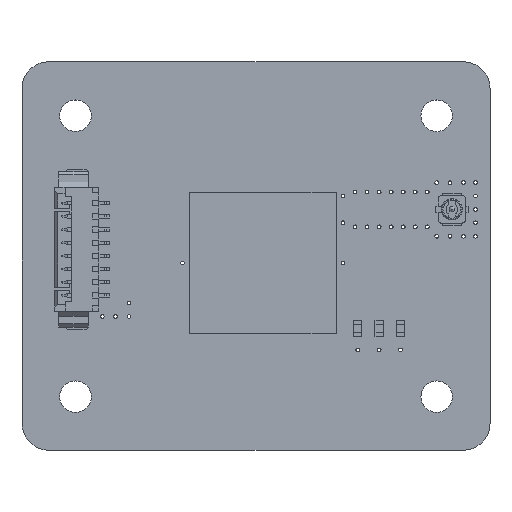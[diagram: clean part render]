
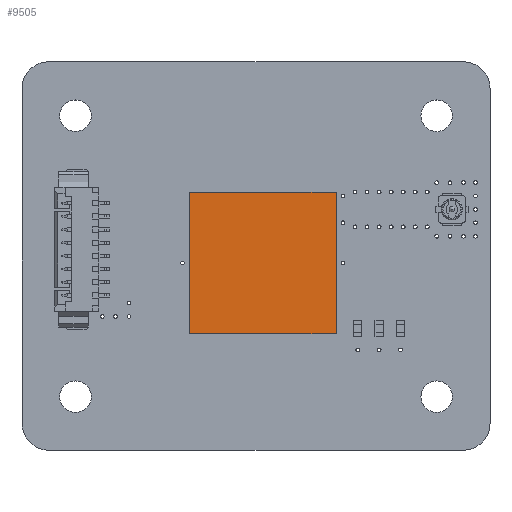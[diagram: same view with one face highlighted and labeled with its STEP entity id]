
A CAD part, top view. The second image highlights one B-rep face of the part: STEP entity #9505.
In plain terms, the highlighted planar face has unit normal (0, 0, 1).
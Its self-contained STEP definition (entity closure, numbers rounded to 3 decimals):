
#847=FACE_OUTER_BOUND('',#1350,.T.);
#1350=EDGE_LOOP('',(#8088,#8089,#8090,#8091));
#2510=LINE('',#14921,#3670);
#2511=LINE('',#14923,#3671);
#2512=LINE('',#14925,#3672);
#2513=LINE('',#14926,#3673);
#3670=VECTOR('',#12171,10.);
#3671=VECTOR('',#12172,10.);
#3672=VECTOR('',#12173,10.);
#3673=VECTOR('',#12174,10.);
#4528=VERTEX_POINT('',#14919);
#4529=VERTEX_POINT('',#14920);
#4530=VERTEX_POINT('',#14922);
#4531=VERTEX_POINT('',#14924);
#5750=EDGE_CURVE('',#4528,#4529,#2510,.T.);
#5751=EDGE_CURVE('',#4529,#4530,#2511,.T.);
#5752=EDGE_CURVE('',#4530,#4531,#2512,.T.);
#5753=EDGE_CURVE('',#4531,#4528,#2513,.T.);
#8088=ORIENTED_EDGE('',*,*,#5750,.T.);
#8089=ORIENTED_EDGE('',*,*,#5751,.T.);
#8090=ORIENTED_EDGE('',*,*,#5752,.T.);
#8091=ORIENTED_EDGE('',*,*,#5753,.T.);
#9080=PLANE('',#10117);
#9505=ADVANCED_FACE('',(#847),#9080,.T.);
#10117=AXIS2_PLACEMENT_3D('',#14918,#12169,#12170);
#12169=DIRECTION('center_axis',(0.,0.,1.));
#12170=DIRECTION('ref_axis',(1.,0.,0.));
#12171=DIRECTION('',(0.,1.,0.));
#12172=DIRECTION('',(-1.,0.,0.));
#12173=DIRECTION('',(0.,-1.,0.));
#12174=DIRECTION('',(1.,0.,0.));
#14918=CARTESIAN_POINT('Origin',(0.,0.,1.));
#14919=CARTESIAN_POINT('',(6.96,-6.706,1.));
#14920=CARTESIAN_POINT('',(6.96,6.706,1.));
#14921=CARTESIAN_POINT('',(6.96,0.,1.));
#14922=CARTESIAN_POINT('',(-6.96,6.706,1.));
#14923=CARTESIAN_POINT('',(0.,6.706,1.));
#14924=CARTESIAN_POINT('',(-6.96,-6.706,1.));
#14925=CARTESIAN_POINT('',(-6.96,0.,1.));
#14926=CARTESIAN_POINT('',(0.,-6.706,1.));
